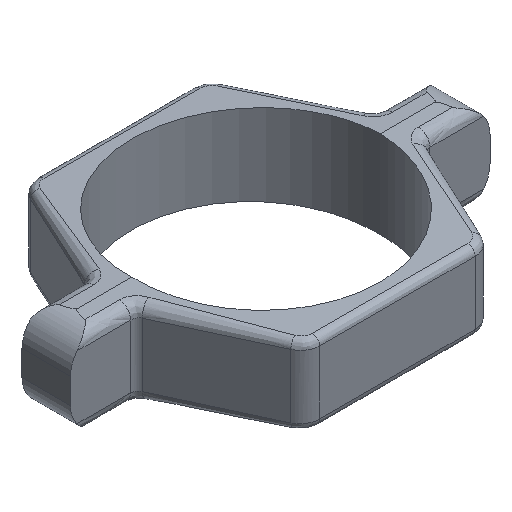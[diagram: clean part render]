
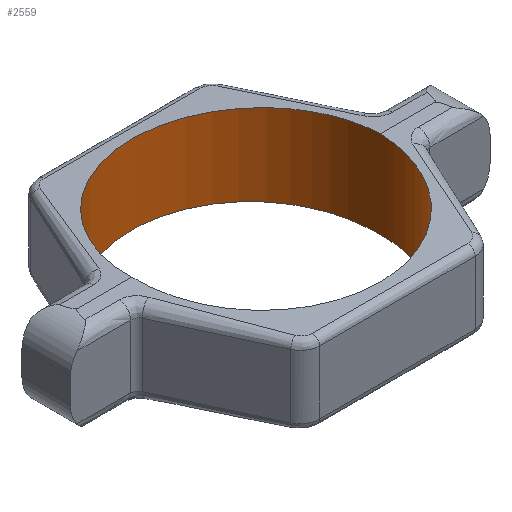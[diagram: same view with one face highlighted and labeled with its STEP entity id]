
A CAD part, isometric view. The second image highlights one B-rep face of the part: STEP entity #2559.
In plain terms, the highlighted cylindrical face has radius 50.736 mm (diameter 101.473 mm), a full revolution.
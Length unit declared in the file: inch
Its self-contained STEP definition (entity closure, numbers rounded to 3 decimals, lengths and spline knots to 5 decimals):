
#125 = CARTESIAN_POINT ( 'NONE',  ( 1.9975, -3.995, -0.56494 ) ) ;
#219 = VERTEX_POINT ( 'NONE', #1945 ) ;
#327 = DIRECTION ( 'NONE',  ( -1., 0., 0. ) ) ;
#332 =( BOUNDED_CURVE ( )  B_SPLINE_CURVE ( 3, ( #858, #479, #771, #1136 ),
 .UNSPECIFIED., .F., .F. ) 
 B_SPLINE_CURVE_WITH_KNOTS ( ( 4, 4 ),
 ( 1.5708, 4.71239 ),
 .UNSPECIFIED. ) 
 CURVE ( )  GEOMETRIC_REPRESENTATION_ITEM ( )  RATIONAL_B_SPLINE_CURVE ( ( 1., 0.333, 0.333, 1. ) ) 
 REPRESENTATION_ITEM ( '' )  );
#479 = CARTESIAN_POINT ( 'NONE',  ( -1.9975, 3.995, -0.56494 ) ) ;
#567 = FACE_OUTER_BOUND ( 'NONE', #2236, .T. ) ;
#594 = EDGE_CURVE ( 'NONE', #2329, #1763, #332, .T. ) ;
#768 = CARTESIAN_POINT ( 'NONE',  ( -1.9975, 3.995, 0.56494 ) ) ;
#771 = CARTESIAN_POINT ( 'NONE',  ( 1.9975, 3.995, -0.56494 ) ) ;
#858 = CARTESIAN_POINT ( 'NONE',  ( -1.9975, 0., -0.70444 ) ) ;
#968 =( BOUNDED_CURVE ( )  B_SPLINE_CURVE ( 3, ( #2671, #768, #2770, #2691 ),
 .UNSPECIFIED., .F., .F. ) 
 B_SPLINE_CURVE_WITH_KNOTS ( ( 4, 4 ),
 ( 4.71239, 7.85398 ),
 .UNSPECIFIED. ) 
 CURVE ( )  GEOMETRIC_REPRESENTATION_ITEM ( )  RATIONAL_B_SPLINE_CURVE ( ( 1., 0.333, 0.333, 1. ) ) 
 REPRESENTATION_ITEM ( '' )  );
#973 = ORIENTED_EDGE ( 'NONE', *, *, #1066, .T. ) ;
#1066 = EDGE_CURVE ( 'NONE', #219, #2364, #1516, .T. ) ;
#1136 = CARTESIAN_POINT ( 'NONE',  ( 1.9975, 0., -0.70444 ) ) ;
#1150 = CARTESIAN_POINT ( 'NONE',  ( -1.9975, 0., -0.70444 ) ) ;
#1207 =( BOUNDED_CURVE ( )  B_SPLINE_CURVE ( 3, ( #2489, #2429, #125, #2617 ),
 .UNSPECIFIED., .F., .F. ) 
 B_SPLINE_CURVE_WITH_KNOTS ( ( 4, 4 ),
 ( 1.5708, 4.71239 ),
 .UNSPECIFIED. ) 
 CURVE ( )  GEOMETRIC_REPRESENTATION_ITEM ( )  RATIONAL_B_SPLINE_CURVE ( ( 1., 0.333, 0.333, 1. ) ) 
 REPRESENTATION_ITEM ( '' )  );
#1281 = EDGE_CURVE ( 'NONE', #2329, #1763, #1207, .T. ) ;
#1295 = AXIS2_PLACEMENT_3D ( 'NONE', #1713, #2713, #327 ) ;
#1402 = ORIENTED_EDGE ( 'NONE', *, *, #594, .T. ) ;
#1516 =( BOUNDED_CURVE ( )  B_SPLINE_CURVE ( 3, ( #2184, #2678, #2294, #2577 ),
 .UNSPECIFIED., .F., .F. ) 
 B_SPLINE_CURVE_WITH_KNOTS ( ( 4, 4 ),
 ( 4.71239, 7.85398 ),
 .UNSPECIFIED. ) 
 CURVE ( )  GEOMETRIC_REPRESENTATION_ITEM ( )  RATIONAL_B_SPLINE_CURVE ( ( 1., 0.333, 0.333, 1. ) ) 
 REPRESENTATION_ITEM ( '' )  );
#1523 = ORIENTED_EDGE ( 'NONE', *, *, #1894, .F. ) ;
#1713 = CARTESIAN_POINT ( 'NONE',  ( 0., 0., 0.625 ) ) ;
#1763 = VERTEX_POINT ( 'NONE', #2412 ) ;
#1792 = EDGE_LOOP ( 'NONE', ( #2573, #1402 ) ) ;
#1894 = EDGE_CURVE ( 'NONE', #219, #2364, #968, .T. ) ;
#1945 = CARTESIAN_POINT ( 'NONE',  ( -1.9975, 0., 0.70444 ) ) ;
#2184 = CARTESIAN_POINT ( 'NONE',  ( -1.9975, 0., 0.70444 ) ) ;
#2236 = EDGE_LOOP ( 'NONE', ( #1523, #973 ) ) ;
#2294 = CARTESIAN_POINT ( 'NONE',  ( 1.9975, -3.995, 0.56494 ) ) ;
#2322 = CYLINDRICAL_SURFACE ( 'NONE', #1295, 1.9975 ) ;
#2329 = VERTEX_POINT ( 'NONE', #1150 ) ;
#2364 = VERTEX_POINT ( 'NONE', #2448 ) ;
#2412 = CARTESIAN_POINT ( 'NONE',  ( 1.9975, 0., -0.70444 ) ) ;
#2429 = CARTESIAN_POINT ( 'NONE',  ( -1.9975, -3.995, -0.56494 ) ) ;
#2448 = CARTESIAN_POINT ( 'NONE',  ( 1.9975, 0., 0.70444 ) ) ;
#2489 = CARTESIAN_POINT ( 'NONE',  ( -1.9975, 0., -0.70444 ) ) ;
#2559 = ADVANCED_FACE ( 'NONE', ( #2771, #567 ), #2322, .F. ) ;
#2573 = ORIENTED_EDGE ( 'NONE', *, *, #1281, .F. ) ;
#2577 = CARTESIAN_POINT ( 'NONE',  ( 1.9975, 0., 0.70444 ) ) ;
#2617 = CARTESIAN_POINT ( 'NONE',  ( 1.9975, 0., -0.70444 ) ) ;
#2671 = CARTESIAN_POINT ( 'NONE',  ( -1.9975, 0., 0.70444 ) ) ;
#2678 = CARTESIAN_POINT ( 'NONE',  ( -1.9975, -3.995, 0.56494 ) ) ;
#2691 = CARTESIAN_POINT ( 'NONE',  ( 1.9975, 0., 0.70444 ) ) ;
#2713 = DIRECTION ( 'NONE',  ( 0., 0., -1. ) ) ;
#2770 = CARTESIAN_POINT ( 'NONE',  ( 1.9975, 3.995, 0.56494 ) ) ;
#2771 = FACE_OUTER_BOUND ( 'NONE', #1792, .T. ) ;
